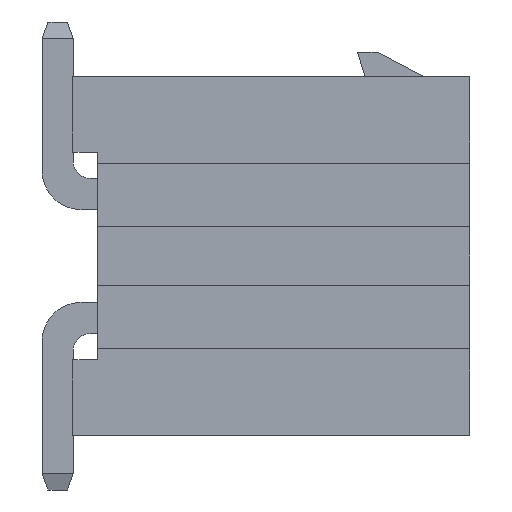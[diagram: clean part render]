
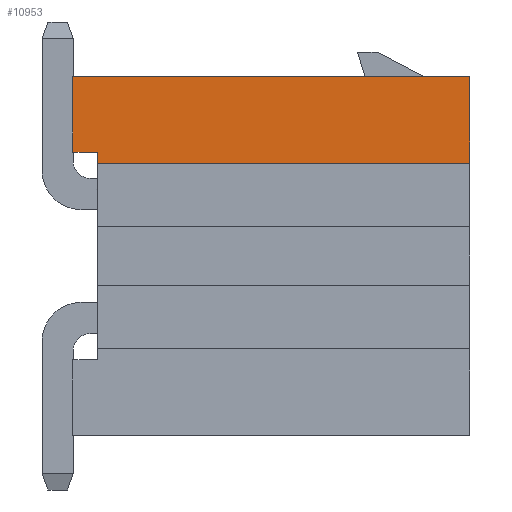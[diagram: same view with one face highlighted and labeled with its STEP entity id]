
A CAD part, left-side view. The second image highlights one B-rep face of the part: STEP entity #10953.
In plain terms, the highlighted planar face has unit normal (-1, 0, 0).
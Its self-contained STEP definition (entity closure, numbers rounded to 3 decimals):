
#7391=CARTESIAN_POINT('',(-16.,0.,3.675));
#7392=VERTEX_POINT('',#7391);
#7399=CARTESIAN_POINT('',(-16.,0.,1.9));
#7400=VERTEX_POINT('',#7399);
#7401=CARTESIAN_POINT('',(-16.,0.,3.675));
#7402=DIRECTION('',(0.,0.,-1.));
#7403=VECTOR('',#7402,1.775);
#7404=LINE('',#7401,#7403);
#7405=EDGE_CURVE('',#7392,#7400,#7404,.T.);
#10897=CARTESIAN_POINT('',(-16.,8.13,3.675));
#10898=VERTEX_POINT('',#10897);
#10905=CARTESIAN_POINT('',(-16.,8.13,3.675));
#10906=DIRECTION('',(0.,-1.,0.));
#10907=VECTOR('',#10906,8.13);
#10908=LINE('',#10905,#10907);
#10909=EDGE_CURVE('',#10898,#7392,#10908,.T.);
#10914=CARTESIAN_POINT('',(-16.,4.065,0.));
#10915=DIRECTION('',(0.,-1.,0.));
#10916=DIRECTION('',(-1.,0.,0.));
#10917=AXIS2_PLACEMENT_3D('',#10914,#10916,#10915);
#10918=PLANE('',#10917);
#10919=ORIENTED_EDGE('',*,*,#10909,.F.);
#10920=CARTESIAN_POINT('',(-16.,8.13,2.125));
#10921=VERTEX_POINT('',#10920);
#10922=CARTESIAN_POINT('',(-16.,8.13,3.675));
#10923=DIRECTION('',(0.,0.,-1.));
#10924=VECTOR('',#10923,1.55);
#10925=LINE('',#10922,#10924);
#10926=EDGE_CURVE('',#10898,#10921,#10925,.T.);
#10927=ORIENTED_EDGE('',*,*,#10926,.T.);
#10928=CARTESIAN_POINT('',(-16.,7.62,2.125));
#10929=VERTEX_POINT('',#10928);
#10930=CARTESIAN_POINT('',(-16.,8.13,2.125));
#10931=DIRECTION('',(0.,-1.,0.));
#10932=VECTOR('',#10931,0.51);
#10933=LINE('',#10930,#10932);
#10934=EDGE_CURVE('',#10921,#10929,#10933,.T.);
#10935=ORIENTED_EDGE('',*,*,#10934,.T.);
#10936=CARTESIAN_POINT('',(-16.,7.62,1.9));
#10937=VERTEX_POINT('',#10936);
#10938=CARTESIAN_POINT('',(-16.,7.62,2.125));
#10939=DIRECTION('',(0.,0.,-1.));
#10940=VECTOR('',#10939,0.225);
#10941=LINE('',#10938,#10940);
#10942=EDGE_CURVE('',#10929,#10937,#10941,.T.);
#10943=ORIENTED_EDGE('',*,*,#10942,.T.);
#10944=CARTESIAN_POINT('',(-16.,7.62,1.9));
#10945=DIRECTION('',(0.,-1.,0.));
#10946=VECTOR('',#10945,7.62);
#10947=LINE('',#10944,#10946);
#10948=EDGE_CURVE('',#10937,#7400,#10947,.T.);
#10949=ORIENTED_EDGE('',*,*,#10948,.T.);
#10950=ORIENTED_EDGE('',*,*,#7405,.F.);
#10951=EDGE_LOOP('',(#10919,#10927,#10935,#10943,#10949,#10950));
#10952=FACE_OUTER_BOUND('',#10951,.T.);
#10953=ADVANCED_FACE('',(#10952),#10918,.T.);
